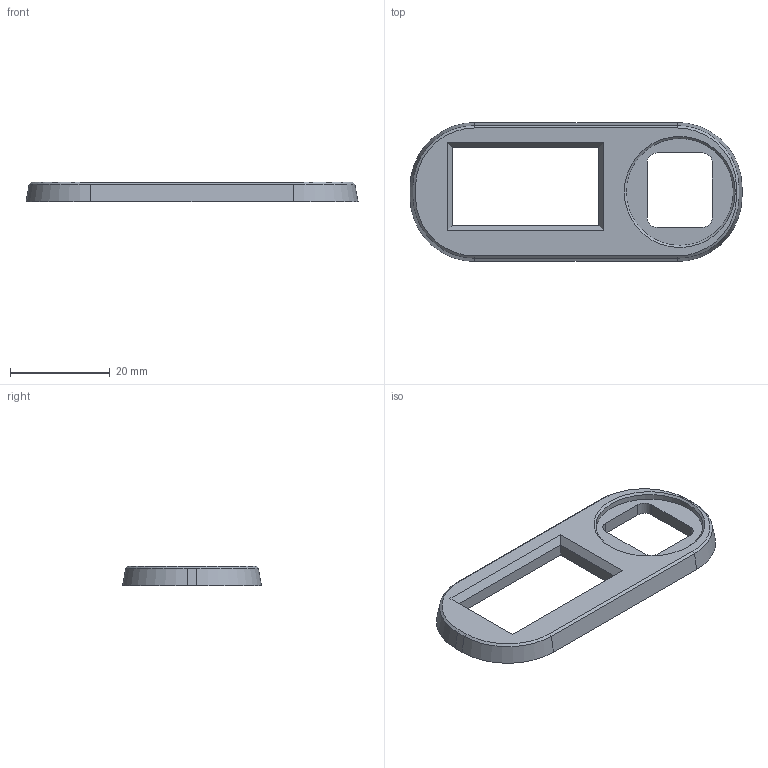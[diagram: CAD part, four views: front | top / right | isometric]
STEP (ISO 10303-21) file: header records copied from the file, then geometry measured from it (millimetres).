
FILE_DESCRIPTION(('HOOPS Exchange Step'),'2;1');
FILE_NAME('temp_export','2022-04-08T19:25:32-04:00',('mobile'),('Shapr3D Limited'),'HOOPS Exchange 2021.2','Shapr3D','Authorized');
FILE_SCHEMA( ('AP203_CONFIGURATION_CONTROLLED_3D_DESIGN_OF_MECHANICAL_PARTS_AND_ASSEMBLIES_MIM_LF') );
Length unit declared in the file: millimetre
Products named in the file (2): Display_Assy_v3 v2.step; A5376D50-25EC-479E-BD01-23CDE849BC29.tmp
Assembly tree (1 placements, depth 2):
  A5376D50-25EC-479E-BD01-23CDE849BC29.tmp
    Display_Assy_v3 v2.step
Bounding box: 66.66 x 27.9 x 4 mm (x, y, z)
Volume: 3664.7 mm3; surface area: 3161.3 mm2
Topology: 1 solids, 1 shells, 37 faces, 92 edges, 58 vertices
Faces by surface type: plane 23, cone 9, cylinder 5
Full cylindrical faces by diameter (mm): 21.5 x1
Entity records: 1143 total; most frequent: DIRECTION 196, CARTESIAN_POINT 189, ORIENTED_EDGE 184, EDGE_CURVE 92, VECTOR 66, LINE 66, AXIS2_PLACEMENT_3D 65, VERTEX_POINT 58
